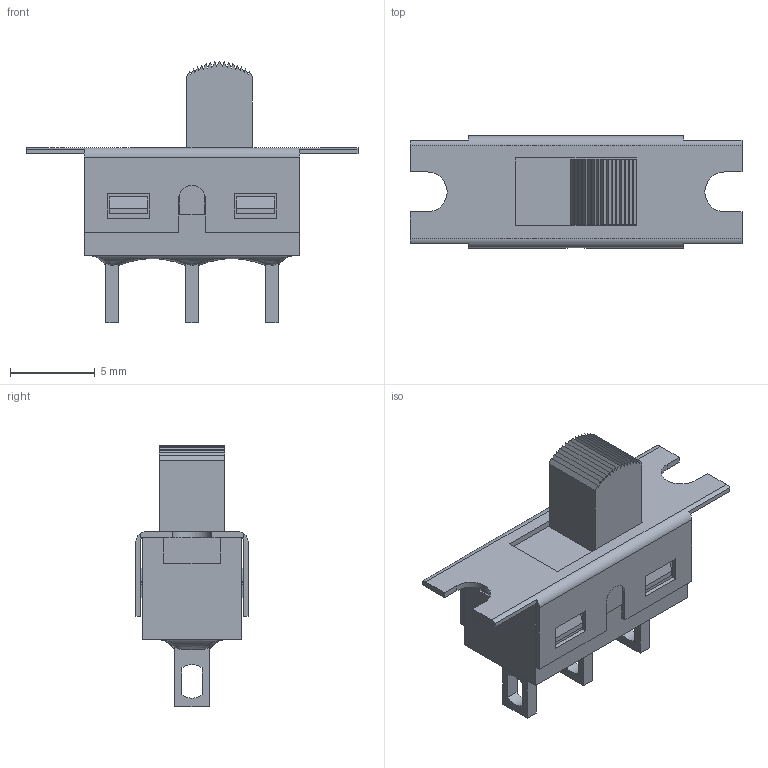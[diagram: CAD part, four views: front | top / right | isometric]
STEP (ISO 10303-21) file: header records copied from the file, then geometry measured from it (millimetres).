
FILE_DESCRIPTION((' '),'2;1');
FILE_NAME('500SSPxS1M1xEB.stp','2017-07-20T13:47:50',(' '),(' '),' ','ACIS',' ');
FILE_SCHEMA(('CONFIG_CONTROL_DESIGN'));
Length unit declared in the file: inch
Products named in the file (1): 500SSPxS1M1xEB.stp
Bounding box: 19.56 x 6.6 x 15.39 mm (x, y, z)
Volume: 356.9 mm3; surface area: 1124.4 mm2
Topology: 1 solids, 1 shells, 199 faces, 588 edges, 395 vertices
Faces by surface type: plane 167, cylinder 23, bspline 8, cone 1
Full cylindrical faces by diameter (mm): 2.4 x1
Entity records: 7612 total; most frequent: CARTESIAN_POINT 2140, ORIENTED_EDGE 1172, DIRECTION 1021, EDGE_CURVE 586, VECTOR 481, LINE 481, VERTEX_POINT 395, AXIS2_PLACEMENT_3D 270
